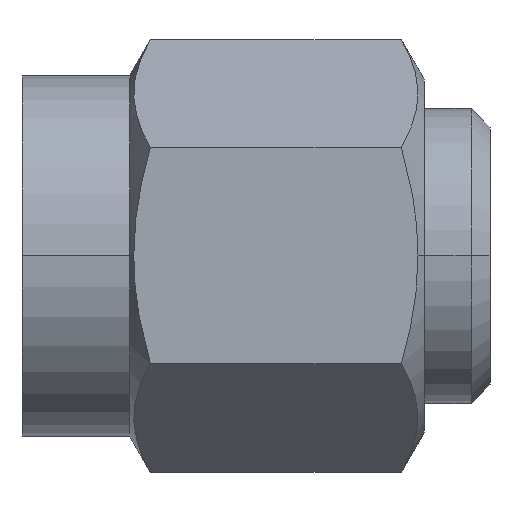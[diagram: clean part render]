
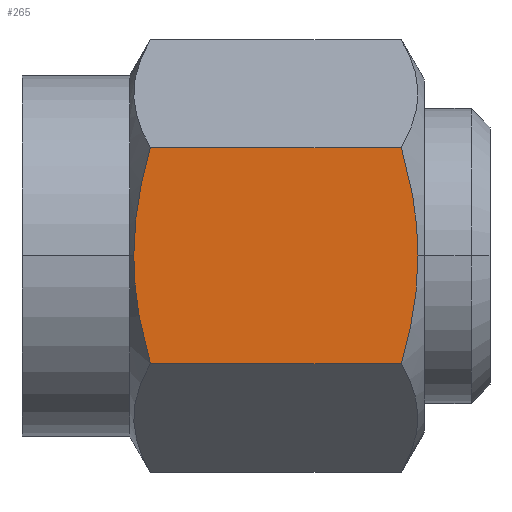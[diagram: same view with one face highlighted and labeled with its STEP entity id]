
A CAD part, top view. The second image highlights one B-rep face of the part: STEP entity #265.
In plain terms, the highlighted planar face has unit normal (0, 0, 1).
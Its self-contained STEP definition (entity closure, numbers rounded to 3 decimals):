
#21 = B_SPLINE_CURVE_WITH_KNOTS ( 'NONE', 3,
 ( #251, #958, #108, #32, #798, #866 ),
 .UNSPECIFIED., .F., .F.,
 ( 4, 2, 4 ),
 ( 0.002, 0.003, 0.004 ),
 .UNSPECIFIED. ) ;
#25 = ORIENTED_EDGE ( 'NONE', *, *, #890, .F. ) ;
#32 = CARTESIAN_POINT ( 'NONE',  ( -0.173, 0.786, 4.001 ) ) ;
#47 = CARTESIAN_POINT ( 'NONE',  ( -5.855, 2.31, 4.001 ) ) ;
#79 = CARTESIAN_POINT ( 'NONE',  ( -0.138, 0., 4.001 ) ) ;
#88 = VERTEX_POINT ( 'NONE', #393 ) ;
#92 = B_SPLINE_CURVE_WITH_KNOTS ( 'NONE', 3,
 ( #478, #346, #584, #512, #591, #47 ),
 .UNSPECIFIED., .F., .F.,
 ( 4, 2, 4 ),
 ( 0.006, 0.008, 0.009 ),
 .UNSPECIFIED. ) ;
#108 = CARTESIAN_POINT ( 'NONE',  ( -0.298, 1.558, 4.001 ) ) ;
#116 = EDGE_CURVE ( 'NONE', #289, #88, #92, .T. ) ;
#128 = CARTESIAN_POINT ( 'NONE',  ( -6.213, 0., 4.001 ) ) ;
#143 = LINE ( 'NONE', #894, #540 ) ;
#144 = ORIENTED_EDGE ( 'NONE', *, *, #566, .F. ) ;
#156 = CARTESIAN_POINT ( 'NONE',  ( -0.138, -0.39, 4.001 ) ) ;
#174 = EDGE_CURVE ( 'NONE', #794, #750, #939, .T. ) ;
#179 = VECTOR ( 'NONE', #189, 1000. ) ;
#189 = DIRECTION ( 'NONE',  ( 1., 0., 0. ) ) ;
#205 = FACE_OUTER_BOUND ( 'NONE', #851, .T. ) ;
#207 = ORIENTED_EDGE ( 'NONE', *, *, #210, .F. ) ;
#210 = EDGE_CURVE ( 'NONE', #88, #245, #143, .T. ) ;
#212 = DIRECTION ( 'NONE',  ( 0., 0., 1. ) ) ;
#238 = CARTESIAN_POINT ( 'NONE',  ( -6.213, -0.39, 4.001 ) ) ;
#245 = VERTEX_POINT ( 'NONE', #687 ) ;
#251 = CARTESIAN_POINT ( 'NONE',  ( -0.495, 2.31, 4.001 ) ) ;
#265 = ADVANCED_FACE ( 'NONE', ( #205 ), #768, .T. ) ;
#267 = ORIENTED_EDGE ( 'NONE', *, *, #174, .T. ) ;
#289 = VERTEX_POINT ( 'NONE', #128 ) ;
#290 = CARTESIAN_POINT ( 'NONE',  ( -10., 2.31, 4.001 ) ) ;
#298 = CARTESIAN_POINT ( 'NONE',  ( -0.495, -2.31, 4.001 ) ) ;
#305 = AXIS2_PLACEMENT_3D ( 'NONE', #290, #212, #441 ) ;
#343 = CARTESIAN_POINT ( 'NONE',  ( -10., -2.31, 4.001 ) ) ;
#346 = CARTESIAN_POINT ( 'NONE',  ( -6.213, 0.391, 4.001 ) ) ;
#388 = CARTESIAN_POINT ( 'NONE',  ( -0.172, -0.778, 4.001 ) ) ;
#393 = CARTESIAN_POINT ( 'NONE',  ( -5.855, 2.31, 4.001 ) ) ;
#441 = DIRECTION ( 'NONE',  ( 0., -1., 0. ) ) ;
#442 = CARTESIAN_POINT ( 'NONE',  ( -5.855, -2.31, 4.001 ) ) ;
#478 = CARTESIAN_POINT ( 'NONE',  ( -6.213, 0., 4.001 ) ) ;
#512 = CARTESIAN_POINT ( 'NONE',  ( -6.053, 1.558, 4.001 ) ) ;
#531 = ORIENTED_EDGE ( 'NONE', *, *, #990, .F. ) ;
#540 = VECTOR ( 'NONE', #665, 1000. ) ;
#553 = CARTESIAN_POINT ( 'NONE',  ( -0.387, -1.934, 4.001 ) ) ;
#566 = EDGE_CURVE ( 'NONE', #245, #942, #21, .T. ) ;
#567 = CARTESIAN_POINT ( 'NONE',  ( -6.055, -1.55, 4.001 ) ) ;
#573 = B_SPLINE_CURVE_WITH_KNOTS ( 'NONE', 3,
 ( #632, #864, #567, #715, #238, #722 ),
 .UNSPECIFIED., .F., .F.,
 ( 4, 2, 4 ),
 ( 0.004, 0.005, 0.006 ),
 .UNSPECIFIED. ) ;
#584 = CARTESIAN_POINT ( 'NONE',  ( -6.178, 0.786, 4.001 ) ) ;
#591 = CARTESIAN_POINT ( 'NONE',  ( -5.963, 1.936, 4.001 ) ) ;
#632 = CARTESIAN_POINT ( 'NONE',  ( -5.855, -2.31, 4.001 ) ) ;
#665 = DIRECTION ( 'NONE',  ( 1., 0., 0. ) ) ;
#670 = B_SPLINE_CURVE_WITH_KNOTS ( 'NONE', 3,
 ( #79, #156, #388, #695, #553, #298 ),
 .UNSPECIFIED., .F., .F.,
 ( 4, 2, 4 ),
 ( 0.004, 0.005, 0.006 ),
 .UNSPECIFIED. ) ;
#677 = ORIENTED_EDGE ( 'NONE', *, *, #116, .F. ) ;
#687 = CARTESIAN_POINT ( 'NONE',  ( -0.495, 2.31, 4.001 ) ) ;
#695 = CARTESIAN_POINT ( 'NONE',  ( -0.296, -1.55, 4.001 ) ) ;
#715 = CARTESIAN_POINT ( 'NONE',  ( -6.179, -0.778, 4.001 ) ) ;
#722 = CARTESIAN_POINT ( 'NONE',  ( -6.213, 0., 4.001 ) ) ;
#748 = CARTESIAN_POINT ( 'NONE',  ( -0.495, -2.31, 4.001 ) ) ;
#750 = VERTEX_POINT ( 'NONE', #748 ) ;
#768 = PLANE ( 'NONE',  #305 ) ;
#794 = VERTEX_POINT ( 'NONE', #442 ) ;
#798 = CARTESIAN_POINT ( 'NONE',  ( -0.138, 0.391, 4.001 ) ) ;
#851 = EDGE_LOOP ( 'NONE', ( #207, #677, #531, #267, #25, #144 ) ) ;
#864 = CARTESIAN_POINT ( 'NONE',  ( -5.964, -1.934, 4.001 ) ) ;
#866 = CARTESIAN_POINT ( 'NONE',  ( -0.138, 0., 4.001 ) ) ;
#890 = EDGE_CURVE ( 'NONE', #942, #750, #670, .T. ) ;
#894 = CARTESIAN_POINT ( 'NONE',  ( -10., 2.31, 4.001 ) ) ;
#939 = LINE ( 'NONE', #343, #179 ) ;
#942 = VERTEX_POINT ( 'NONE', #1013 ) ;
#958 = CARTESIAN_POINT ( 'NONE',  ( -0.388, 1.936, 4.001 ) ) ;
#990 = EDGE_CURVE ( 'NONE', #794, #289, #573, .T. ) ;
#1013 = CARTESIAN_POINT ( 'NONE',  ( -0.138, 0., 4.001 ) ) ;
